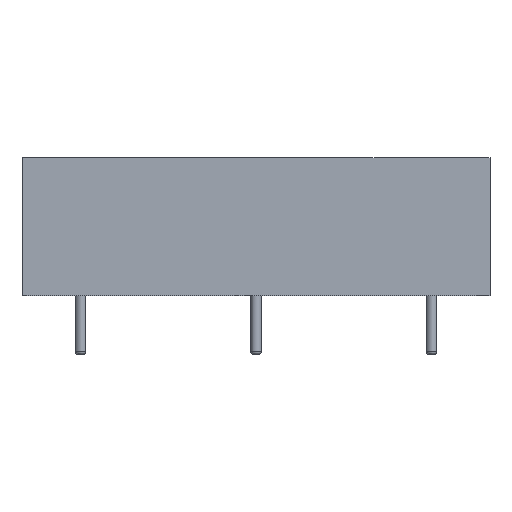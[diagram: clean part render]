
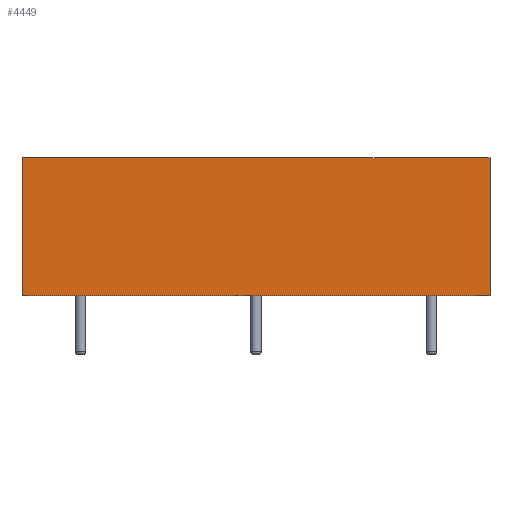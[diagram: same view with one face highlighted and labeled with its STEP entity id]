
A CAD part, left-side view. The second image highlights one B-rep face of the part: STEP entity #4449.
In plain terms, the highlighted planar face has unit normal (-1, 0, 0).
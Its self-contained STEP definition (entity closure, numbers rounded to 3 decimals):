
#297=PLANE('',#5059);
#519=LINE('',#7821,#683);
#520=LINE('',#7823,#684);
#521=LINE('',#7825,#685);
#522=LINE('',#7826,#686);
#683=VECTOR('',#6191,10.);
#684=VECTOR('',#6192,10.);
#685=VECTOR('',#6193,10.);
#686=VECTOR('',#6194,10.);
#1065=FACE_OUTER_BOUND('',#1463,.T.);
#1463=EDGE_LOOP('',(#3499,#3500,#3501,#3502));
#2351=VERTEX_POINT('',#7819);
#2352=VERTEX_POINT('',#7820);
#2353=VERTEX_POINT('',#7822);
#2354=VERTEX_POINT('',#7824);
#2801=EDGE_CURVE('',#2351,#2352,#519,.T.);
#2802=EDGE_CURVE('',#2352,#2353,#520,.T.);
#2803=EDGE_CURVE('',#2354,#2353,#521,.T.);
#2804=EDGE_CURVE('',#2351,#2354,#522,.T.);
#3499=ORIENTED_EDGE('',*,*,#2801,.T.);
#3500=ORIENTED_EDGE('',*,*,#2802,.T.);
#3501=ORIENTED_EDGE('',*,*,#2803,.F.);
#3502=ORIENTED_EDGE('',*,*,#2804,.F.);
#4449=ADVANCED_FACE('',(#1065),#297,.T.);
#5059=AXIS2_PLACEMENT_3D('',#7818,#6189,#6190);
#6189=DIRECTION('center_axis',(-1.,0.,0.));
#6190=DIRECTION('ref_axis',(0.,1.,0.));
#6191=DIRECTION('',(0.,1.,0.));
#6192=DIRECTION('',(0.,0.,-1.));
#6193=DIRECTION('',(0.,1.,0.));
#6194=DIRECTION('',(0.,0.,-1.));
#7818=CARTESIAN_POINT('Origin',(-10.,-10.,5.9));
#7819=CARTESIAN_POINT('',(-10.,-10.,5.9));
#7820=CARTESIAN_POINT('',(-10.,10.,5.9));
#7821=CARTESIAN_POINT('',(-10.,-10.,5.9));
#7822=CARTESIAN_POINT('',(-10.,10.,0.));
#7823=CARTESIAN_POINT('',(-10.,10.,5.9));
#7824=CARTESIAN_POINT('',(-10.,-10.,0.));
#7825=CARTESIAN_POINT('',(-10.,-10.,0.));
#7826=CARTESIAN_POINT('',(-10.,-10.,5.9));
